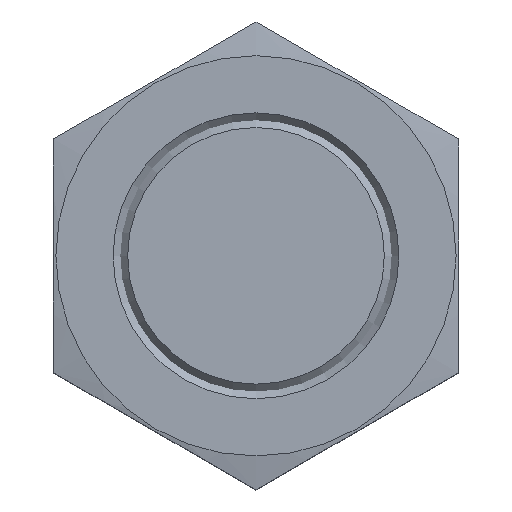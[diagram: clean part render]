
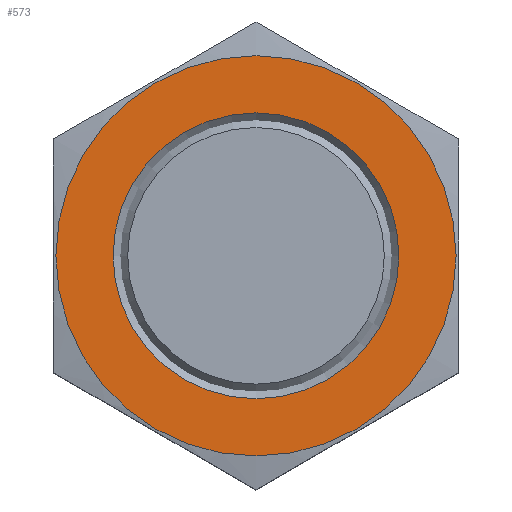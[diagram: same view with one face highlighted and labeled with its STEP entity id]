
A CAD part, top view. The second image highlights one B-rep face of the part: STEP entity #573.
In plain terms, the highlighted face is planar.
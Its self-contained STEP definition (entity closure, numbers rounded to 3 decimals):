
#73=PLANE('',#672);
#198=ORIENTED_EDGE('',*,*,#282,.F.);
#199=ORIENTED_EDGE('',*,*,#275,.T.);
#275=EDGE_CURVE('',#332,#332,#369,.T.);
#282=EDGE_CURVE('',#339,#339,#370,.T.);
#332=VERTEX_POINT('',#1046);
#339=VERTEX_POINT('',#1085);
#369=CIRCLE('',#671,8.4);
#370=CIRCLE('',#673,6.);
#435=EDGE_LOOP('',(#198));
#436=EDGE_LOOP('',(#199));
#511=FACE_BOUND('',#435,.T.);
#512=FACE_BOUND('',#436,.T.);
#573=ADVANCED_FACE('',(#511,#512),#73,.F.);
#671=AXIS2_PLACEMENT_3D('',#1045,#821,#822);
#672=AXIS2_PLACEMENT_3D('',#1083,#823,#824);
#673=AXIS2_PLACEMENT_3D('',#1084,#825,#826);
#821=DIRECTION('',(1.,0.,0.));
#822=DIRECTION('',(0.,0.,-1.));
#823=DIRECTION('',(-1.,0.,0.));
#824=DIRECTION('',(0.,0.,1.));
#825=DIRECTION('',(1.,0.,0.));
#826=DIRECTION('',(0.,0.,-1.));
#1045=CARTESIAN_POINT('',(4.,0.,0.));
#1046=CARTESIAN_POINT('',(4.,0.,-8.4));
#1083=CARTESIAN_POINT('',(4.,8.4,0.));
#1084=CARTESIAN_POINT('',(4.,0.,0.));
#1085=CARTESIAN_POINT('',(4.,0.,-6.));
